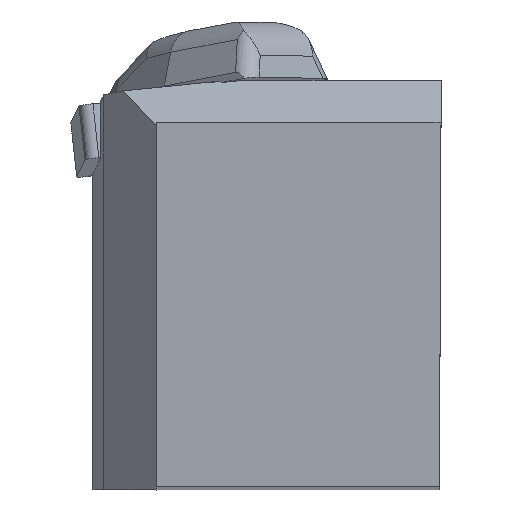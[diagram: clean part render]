
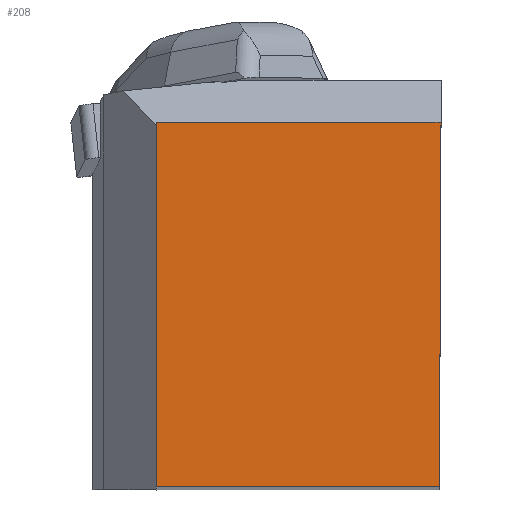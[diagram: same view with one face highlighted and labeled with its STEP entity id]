
A CAD part, top view. The second image highlights one B-rep face of the part: STEP entity #208.
In plain terms, the highlighted planar face has unit normal (0, 0, 1).
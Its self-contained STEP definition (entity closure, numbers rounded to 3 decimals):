
#147=FACE_OUTER_BOUND('',#592,.T.);
#208=ADVANCED_FACE('BLANK_BOXF006',(#147),#264,.F.);
#264=PLANE('',#1364);
#345=LINE('',#1909,#476);
#354=LINE('',#1927,#485);
#359=LINE('',#1936,#490);
#360=LINE('',#1938,#491);
#476=VECTOR('',#1548,1.);
#485=VECTOR('',#1559,1.);
#490=VECTOR('',#1568,1.);
#491=VECTOR('',#1569,1.);
#592=EDGE_LOOP('',(#747,#748,#749,#750));
#747=ORIENTED_EDGE('',*,*,#1158,.F.);
#748=ORIENTED_EDGE('',*,*,#1153,.F.);
#749=ORIENTED_EDGE('',*,*,#1144,.F.);
#750=ORIENTED_EDGE('',*,*,#1159,.F.);
#1019=VERTEX_POINT('',#1908);
#1020=VERTEX_POINT('',#1910);
#1028=VERTEX_POINT('',#1928);
#1030=VERTEX_POINT('',#1937);
#1144=EDGE_CURVE('',#1019,#1020,#345,.T.);
#1153=EDGE_CURVE('',#1020,#1028,#354,.T.);
#1158=EDGE_CURVE('',#1028,#1030,#359,.T.);
#1159=EDGE_CURVE('',#1030,#1019,#360,.T.);
#1364=AXIS2_PLACEMENT_3D('',#1939,#1570,#1571);
#1548=DIRECTION('',(-0.004,-1.,0.));
#1559=DIRECTION('',(-1.,0.,0.));
#1568=DIRECTION('',(0.,1.,0.));
#1569=DIRECTION('',(1.,0.,0.));
#1570=DIRECTION('',(0.,0.,-1.));
#1571=DIRECTION('',(-1.,0.,0.));
#1908=CARTESIAN_POINT('',(0.,31.85,0.));
#1909=CARTESIAN_POINT('',(0.678,187.348,0.));
#1910=CARTESIAN_POINT('',(-0.139,0.,0.));
#1927=CARTESIAN_POINT('',(187.35,0.,0.));
#1928=CARTESIAN_POINT('',(-24.875,0.,0.));
#1936=CARTESIAN_POINT('',(-24.875,-187.35,0.));
#1937=CARTESIAN_POINT('',(-24.875,31.85,0.));
#1938=CARTESIAN_POINT('',(-187.35,31.85,0.));
#1939=CARTESIAN_POINT('',(-48.35,-5.,0.));
